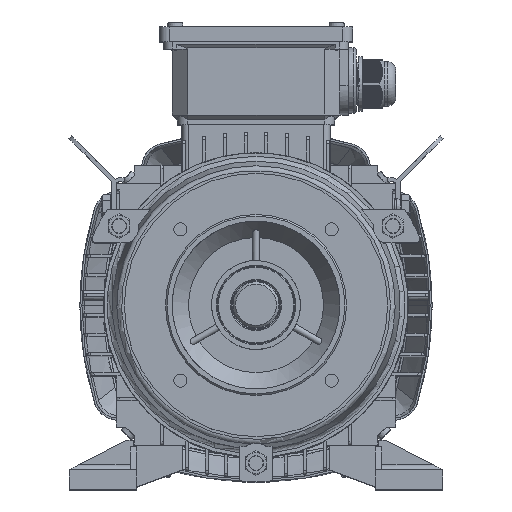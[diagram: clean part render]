
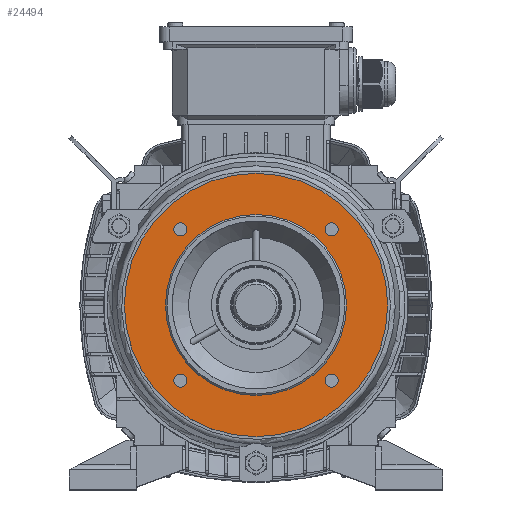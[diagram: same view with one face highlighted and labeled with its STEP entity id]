
A CAD part, top view. The second image highlights one B-rep face of the part: STEP entity #24494.
In plain terms, the highlighted planar face has unit normal (0, 0, 1).
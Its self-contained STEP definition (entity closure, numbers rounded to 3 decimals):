
#24494=ADVANCED_FACE('',(#32249,#32250,#32251,#32252,#32253,#32254),#27155,
 .F.);
#27155=PLANE('',#105887);
#30567=CIRCLE('',#105880,80.);
#30568=CIRCLE('',#105882,4.);
#30569=CIRCLE('',#105883,4.);
#30570=CIRCLE('',#105884,4.);
#30571=CIRCLE('',#105885,4.);
#30572=CIRCLE('',#105886,55.);
#32249=FACE_BOUND('',#37887,.T.);
#32250=FACE_BOUND('',#37888,.T.);
#32251=FACE_BOUND('',#37889,.T.);
#32252=FACE_BOUND('',#37890,.T.);
#32253=FACE_BOUND('',#37891,.T.);
#32254=FACE_BOUND('',#37892,.T.);
#37887=EDGE_LOOP('',(#62320));
#37888=EDGE_LOOP('',(#62321));
#37889=EDGE_LOOP('',(#62322));
#37890=EDGE_LOOP('',(#62323));
#37891=EDGE_LOOP('',(#62324));
#37892=EDGE_LOOP('',(#62325));
#62320=ORIENTED_EDGE('',*,*,#83658,.T.);
#62321=ORIENTED_EDGE('',*,*,#83659,.T.);
#62322=ORIENTED_EDGE('',*,*,#83660,.T.);
#62323=ORIENTED_EDGE('',*,*,#83661,.T.);
#62324=ORIENTED_EDGE('',*,*,#83662,.F.);
#62325=ORIENTED_EDGE('',*,*,#83657,.T.);
#71311=VERTEX_POINT('',#207406);
#71312=VERTEX_POINT('',#207409);
#71313=VERTEX_POINT('',#207411);
#71314=VERTEX_POINT('',#207413);
#71315=VERTEX_POINT('',#207415);
#71316=VERTEX_POINT('',#207417);
#83657=EDGE_CURVE('',#71311,#71311,#30567,.T.);
#83658=EDGE_CURVE('',#71312,#71312,#30568,.T.);
#83659=EDGE_CURVE('',#71313,#71313,#30569,.T.);
#83660=EDGE_CURVE('',#71314,#71314,#30570,.T.);
#83661=EDGE_CURVE('',#71315,#71315,#30571,.T.);
#83662=EDGE_CURVE('',#71316,#71316,#30572,.T.);
#105880=AXIS2_PLACEMENT_3D('',#207405,#128574,#128575);
#105882=AXIS2_PLACEMENT_3D('',#207408,#128578,#128579);
#105883=AXIS2_PLACEMENT_3D('',#207410,#128580,#128581);
#105884=AXIS2_PLACEMENT_3D('',#207412,#128582,#128583);
#105885=AXIS2_PLACEMENT_3D('',#207414,#128584,#128585);
#105886=AXIS2_PLACEMENT_3D('',#207416,#128586,#128587);
#105887=AXIS2_PLACEMENT_3D('',#207418,#128588,#128589);
#128574=DIRECTION('',(0.,0.,1.));
#128575=DIRECTION('',(1.,0.,0.));
#128578=DIRECTION('',(0.,0.,-1.));
#128579=DIRECTION('',(-1.,0.,0.));
#128580=DIRECTION('',(0.,0.,-1.));
#128581=DIRECTION('',(-1.,0.,0.));
#128582=DIRECTION('',(0.,0.,-1.));
#128583=DIRECTION('',(-1.,0.,0.));
#128584=DIRECTION('',(0.,0.,-1.));
#128585=DIRECTION('',(-1.,0.,0.));
#128586=DIRECTION('',(0.,0.,1.));
#128587=DIRECTION('',(1.,0.,0.));
#128588=DIRECTION('',(0.,0.,-1.));
#128589=DIRECTION('',(1.,0.,0.));
#207405=CARTESIAN_POINT('',(0.,0.,247.));
#207406=CARTESIAN_POINT('',(80.,0.,247.));
#207408=CARTESIAN_POINT('',(45.962,45.962,247.));
#207409=CARTESIAN_POINT('',(41.962,45.962,247.));
#207410=CARTESIAN_POINT('',(-45.962,45.962,247.));
#207411=CARTESIAN_POINT('',(-49.962,45.962,247.));
#207412=CARTESIAN_POINT('',(45.962,-45.962,247.));
#207413=CARTESIAN_POINT('',(41.962,-45.962,247.));
#207414=CARTESIAN_POINT('',(-45.962,-45.962,247.));
#207415=CARTESIAN_POINT('',(-49.962,-45.962,247.));
#207416=CARTESIAN_POINT('',(0.,0.,247.));
#207417=CARTESIAN_POINT('',(55.,0.,247.));
#207418=CARTESIAN_POINT('',(0.,61.,247.));
